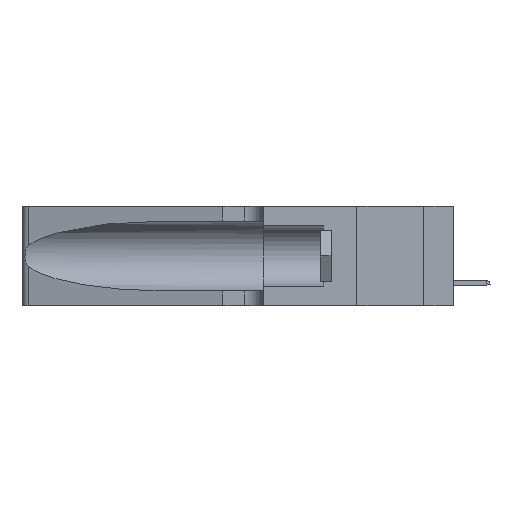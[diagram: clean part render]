
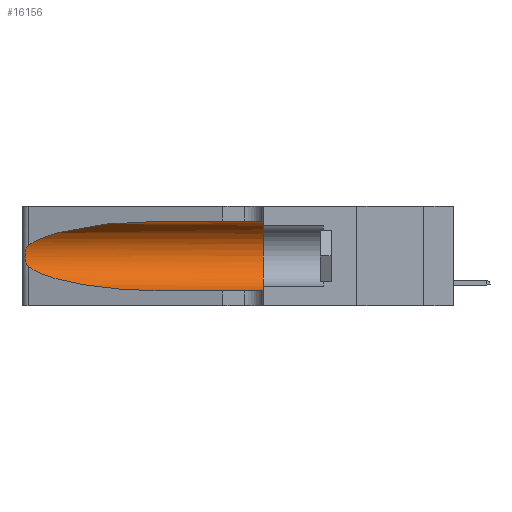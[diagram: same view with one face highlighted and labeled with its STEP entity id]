
A CAD part, left-side view. The second image highlights one B-rep face of the part: STEP entity #16156.
In plain terms, the highlighted cylindrical face has radius 3.308 mm (diameter 6.617 mm), a partial arc.
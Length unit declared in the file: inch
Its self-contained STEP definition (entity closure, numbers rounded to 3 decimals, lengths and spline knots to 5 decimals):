
#443 = CARTESIAN_POINT ( 'NONE',  ( 0.1305, 0.72297, 0.31525 ) ) ;
#629 = EDGE_CURVE ( 'NONE', #29141, #36613, #18263, .T. ) ;
#1229 = CARTESIAN_POINT ( 'NONE',  ( 0.25487, 1.22718, 0.22369 ) ) ;
#1304 = CARTESIAN_POINT ( 'NONE',  ( 0.25487, 1.22718, 0.14631 ) ) ;
#2085 = CARTESIAN_POINT ( 'NONE',  ( 0.1305, 0.72297, 0.31525 ) ) ;
#2271 = EDGE_CURVE ( 'NONE', #25026, #29141, #25781, .T. ) ;
#2497 = CARTESIAN_POINT ( 'NONE',  ( 0.1305, 0.35, 0.05475 ) ) ;
#5792 =( BOUNDED_CURVE ( )  B_SPLINE_CURVE ( 3, ( #1304, #32201, #26514, #17568 ),
 .UNSPECIFIED., .F., .F. ) 
 B_SPLINE_CURVE_WITH_KNOTS ( ( 4, 4 ),
 ( 3.44316, 4.71239 ),
 .UNSPECIFIED. ) 
 CURVE ( )  GEOMETRIC_REPRESENTATION_ITEM ( )  RATIONAL_B_SPLINE_CURVE ( ( 1., 0.87, 0.87, 1. ) ) 
 REPRESENTATION_ITEM ( '' )  );
#6020 = VECTOR ( 'NONE', #32485, 39.37008 ) ;
#7522 = CARTESIAN_POINT ( 'NONE',  ( 0.26018, 1.23835, 0.19895 ) ) ;
#7664 = CARTESIAN_POINT ( 'NONE',  ( 0.1305, 0.72297, 0.05475 ) ) ;
#9048 = B_SPLINE_CURVE_WITH_KNOTS ( 'NONE', 3,
 ( #1229, #14043, #23585, #10787, #13842, #7522, #32539, #35171, #32123, #17091, #13627, #29488, #26439, #26032 ),
 .UNSPECIFIED., .F., .F.,
 ( 4, 2, 2, 2, 2, 2, 4 ),
 ( 0., 0.00027, 0.00053, 0.00107, 0.0016, 0.00187, 0.00214 ),
 .UNSPECIFIED. ) ;
#9793 = VECTOR ( 'NONE', #33928, 39.37008 ) ;
#10787 = CARTESIAN_POINT ( 'NONE',  ( 0.25787, 1.23484, 0.2124 ) ) ;
#12023 = DIRECTION ( 'NONE',  ( 0., -1., 0. ) ) ;
#13202 = EDGE_LOOP ( 'NONE', ( #29865, #20250, #28665, #25701, #37234, #26006 ) ) ;
#13627 = CARTESIAN_POINT ( 'NONE',  ( 0.25789, 1.23486, 0.15765 ) ) ;
#13802 = EDGE_CURVE ( 'NONE', #25026, #17005, #33598, .T. ) ;
#13842 = CARTESIAN_POINT ( 'NONE',  ( 0.25854, 1.2359, 0.20912 ) ) ;
#14043 = CARTESIAN_POINT ( 'NONE',  ( 0.25555, 1.22994, 0.2215 ) ) ;
#14580 = CARTESIAN_POINT ( 'NONE',  ( 0.25487, 1.22718, 0.22369 ) ) ;
#16156 = ADVANCED_FACE ( 'NONE', ( #37008 ), #40055, .F. ) ;
#17005 = VERTEX_POINT ( 'NONE', #14580 ) ;
#17091 = CARTESIAN_POINT ( 'NONE',  ( 0.25856, 1.23593, 0.16098 ) ) ;
#17568 = CARTESIAN_POINT ( 'NONE',  ( 0.1305, 0.72297, 0.05475 ) ) ;
#17739 = CARTESIAN_POINT ( 'NONE',  ( 0.2373, 1.15595, 0.28018 ) ) ;
#18263 = CIRCLE ( 'NONE', #35130, 0.13025 ) ;
#20250 = ORIENTED_EDGE ( 'NONE', *, *, #35243, .T. ) ;
#20734 = EDGE_CURVE ( 'NONE', #29662, #31307, #5792, .T. ) ;
#23585 = CARTESIAN_POINT ( 'NONE',  ( 0.25639, 1.23184, 0.21858 ) ) ;
#25026 = VERTEX_POINT ( 'NONE', #443 ) ;
#25701 = ORIENTED_EDGE ( 'NONE', *, *, #27129, .T. ) ;
#25781 = LINE ( 'NONE', #38169, #6020 ) ;
#26006 = ORIENTED_EDGE ( 'NONE', *, *, #2271, .F. ) ;
#26032 = CARTESIAN_POINT ( 'NONE',  ( 0.25487, 1.22718, 0.14631 ) ) ;
#26439 = CARTESIAN_POINT ( 'NONE',  ( 0.25555, 1.22993, 0.14849 ) ) ;
#26514 = CARTESIAN_POINT ( 'NONE',  ( 0.18966, 0.96281, 0.05475 ) ) ;
#27129 = EDGE_CURVE ( 'NONE', #31307, #36613, #37365, .T. ) ;
#27696 = CARTESIAN_POINT ( 'NONE',  ( 0.25487, 1.22718, 0.14631 ) ) ;
#28665 = ORIENTED_EDGE ( 'NONE', *, *, #20734, .T. ) ;
#29141 = VERTEX_POINT ( 'NONE', #35881 ) ;
#29488 = CARTESIAN_POINT ( 'NONE',  ( 0.25639, 1.23186, 0.15144 ) ) ;
#29662 = VERTEX_POINT ( 'NONE', #27696 ) ;
#29865 = ORIENTED_EDGE ( 'NONE', *, *, #13802, .T. ) ;
#30650 = DIRECTION ( 'NONE',  ( 0., 0., 1. ) ) ;
#30843 = DIRECTION ( 'NONE',  ( 0., 1., 0. ) ) ;
#30912 = CARTESIAN_POINT ( 'NONE',  ( 0.1305, 1.61858, 0.185 ) ) ;
#31307 = VERTEX_POINT ( 'NONE', #7664 ) ;
#31448 = CARTESIAN_POINT ( 'NONE',  ( 0.1305, 0.35, 0.185 ) ) ;
#32123 = CARTESIAN_POINT ( 'NONE',  ( 0.26017, 1.23833, 0.17102 ) ) ;
#32201 = CARTESIAN_POINT ( 'NONE',  ( 0.2373, 1.15595, 0.08982 ) ) ;
#32485 = DIRECTION ( 'NONE',  ( 0., -1., 0. ) ) ;
#32539 = CARTESIAN_POINT ( 'NONE',  ( 0.26075, 1.23896, 0.19203 ) ) ;
#33598 =( BOUNDED_CURVE ( )  B_SPLINE_CURVE ( 3, ( #2085, #36633, #17739, #39868 ),
 .UNSPECIFIED., .F., .F. ) 
 B_SPLINE_CURVE_WITH_KNOTS ( ( 4, 4 ),
 ( 1.5708, 2.84003 ),
 .UNSPECIFIED. ) 
 CURVE ( )  GEOMETRIC_REPRESENTATION_ITEM ( )  RATIONAL_B_SPLINE_CURVE ( ( 1., 0.87, 0.87, 1. ) ) 
 REPRESENTATION_ITEM ( '' )  );
#33928 = DIRECTION ( 'NONE',  ( 0., -1., 0. ) ) ;
#34120 = CARTESIAN_POINT ( 'NONE',  ( 0.1305, 1.61858, 0.05475 ) ) ;
#34164 = DIRECTION ( 'NONE',  ( 0., 0., -1. ) ) ;
#35130 = AXIS2_PLACEMENT_3D ( 'NONE', #31448, #30843, #30650 ) ;
#35171 = CARTESIAN_POINT ( 'NONE',  ( 0.26075, 1.23896, 0.178 ) ) ;
#35243 = EDGE_CURVE ( 'NONE', #17005, #29662, #9048, .T. ) ;
#35881 = CARTESIAN_POINT ( 'NONE',  ( 0.1305, 0.35, 0.31525 ) ) ;
#36613 = VERTEX_POINT ( 'NONE', #2497 ) ;
#36633 = CARTESIAN_POINT ( 'NONE',  ( 0.18966, 0.96281, 0.31525 ) ) ;
#37008 = FACE_OUTER_BOUND ( 'NONE', #13202, .T. ) ;
#37234 = ORIENTED_EDGE ( 'NONE', *, *, #629, .F. ) ;
#37365 = LINE ( 'NONE', #34120, #9793 ) ;
#38169 = CARTESIAN_POINT ( 'NONE',  ( 0.1305, 1.61858, 0.31525 ) ) ;
#39868 = CARTESIAN_POINT ( 'NONE',  ( 0.25487, 1.22718, 0.22369 ) ) ;
#40042 = AXIS2_PLACEMENT_3D ( 'NONE', #30912, #12023, #34164 ) ;
#40055 = CYLINDRICAL_SURFACE ( 'NONE', #40042, 0.13025 ) ;
